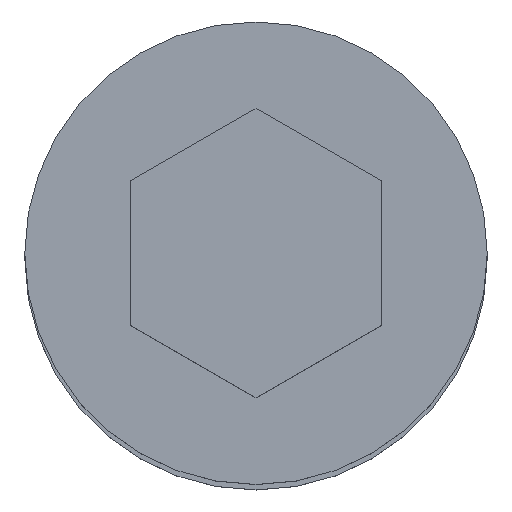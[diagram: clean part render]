
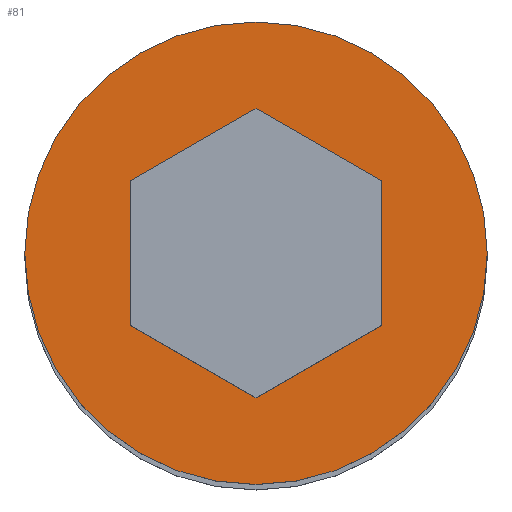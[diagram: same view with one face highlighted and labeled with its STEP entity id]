
A CAD part, top view. The second image highlights one B-rep face of the part: STEP entity #81.
In plain terms, the highlighted planar face has unit normal (0, 0, 1).
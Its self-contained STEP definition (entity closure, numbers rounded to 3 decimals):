
#81=ADVANCED_FACE('',(#178,#179),#180,.T.);
#178=FACE_OUTER_BOUND('',#292,.T.);
#179=FACE_BOUND('',#293,.T.);
#180=PLANE('',#294);
#292=EDGE_LOOP('',(#469,#470));
#293=EDGE_LOOP('',(#471,#472,#473,#474,#475,#476));
#294=AXIS2_PLACEMENT_3D('',#477,#478,#479);
#469=ORIENTED_EDGE('',*,*,#708,.T.);
#470=ORIENTED_EDGE('',*,*,#735,.T.);
#471=ORIENTED_EDGE('',*,*,#712,.T.);
#472=ORIENTED_EDGE('',*,*,#717,.T.);
#473=ORIENTED_EDGE('',*,*,#721,.T.);
#474=ORIENTED_EDGE('',*,*,#725,.T.);
#475=ORIENTED_EDGE('',*,*,#729,.T.);
#476=ORIENTED_EDGE('',*,*,#732,.T.);
#477=CARTESIAN_POINT('',(0.0,0.0,82.0));
#478=DIRECTION('',(0.0,0.0,1.0));
#479=DIRECTION('',(0.0,-1.0,0.0));
#708=EDGE_CURVE('',#849,#853,#855,.T.);
#712=EDGE_CURVE('',#862,#860,#863,.T.);
#717=EDGE_CURVE('',#860,#868,#870,.T.);
#721=EDGE_CURVE('',#868,#874,#876,.T.);
#725=EDGE_CURVE('',#874,#880,#882,.T.);
#729=EDGE_CURVE('',#880,#886,#888,.T.);
#732=EDGE_CURVE('',#886,#862,#891,.T.);
#735=EDGE_CURVE('',#853,#849,#894,.T.);
#849=VERTEX_POINT('',#1108);
#853=VERTEX_POINT('',#1113);
#855=CIRCLE('',#1116,12.0);
#860=VERTEX_POINT('',#1122);
#862=VERTEX_POINT('',#1125);
#863=LINE('',#1126,#1127);
#868=VERTEX_POINT('',#1134);
#870=LINE('',#1137,#1138);
#874=VERTEX_POINT('',#1143);
#876=LINE('',#1146,#1147);
#880=VERTEX_POINT('',#1152);
#882=LINE('',#1155,#1156);
#886=VERTEX_POINT('',#1161);
#888=LINE('',#1164,#1165);
#891=LINE('',#1169,#1170);
#894=CIRCLE('',#1173,12.0);
#1108=CARTESIAN_POINT('',(0.0,-12.0,82.0));
#1113=CARTESIAN_POINT('',(0.,12.0,82.0));
#1116=AXIS2_PLACEMENT_3D('',#1401,#1402,#1403);
#1122=CARTESIAN_POINT('',(-6.5,3.753,82.0));
#1125=CARTESIAN_POINT('',(-6.5,-3.753,82.0));
#1126=CARTESIAN_POINT('',(-6.5,0.0,82.0));
#1127=VECTOR('',#1406,1.0);
#1134=CARTESIAN_POINT('',(0.0,7.506,82.0));
#1137=CARTESIAN_POINT('',(-3.25,5.629,82.0));
#1138=VECTOR('',#1410,1.0);
#1143=CARTESIAN_POINT('',(6.5,3.753,82.0));
#1146=CARTESIAN_POINT('',(3.25,5.629,82.0));
#1147=VECTOR('',#1413,1.0);
#1152=CARTESIAN_POINT('',(6.5,-3.753,82.0));
#1155=CARTESIAN_POINT('',(6.5,-0.938,82.0));
#1156=VECTOR('',#1416,1.0);
#1161=CARTESIAN_POINT('',(0.0,-7.506,82.0));
#1164=CARTESIAN_POINT('',(3.25,-5.629,82.0));
#1165=VECTOR('',#1419,1.0);
#1169=CARTESIAN_POINT('',(-3.25,-5.629,82.0));
#1170=VECTOR('',#1421,1.0);
#1173=AXIS2_PLACEMENT_3D('',#1422,#1423,#1424);
#1401=CARTESIAN_POINT('',(0.0,0.0,82.0));
#1402=DIRECTION('',(0.0,0.0,1.0));
#1403=DIRECTION('',(0.0,-1.0,0.0));
#1406=DIRECTION('',(0.0,1.0,-0.0));
#1410=DIRECTION('',(0.866,0.5,-0.0));
#1413=DIRECTION('',(0.866,-0.5,0.0));
#1416=DIRECTION('',(0.0,-1.0,0.0));
#1419=DIRECTION('',(-0.866,-0.5,0.0));
#1421=DIRECTION('',(-0.866,0.5,0.0));
#1422=CARTESIAN_POINT('',(0.0,0.0,82.0));
#1423=DIRECTION('',(0.0,0.0,1.0));
#1424=DIRECTION('',(0.0,-1.0,0.0));
